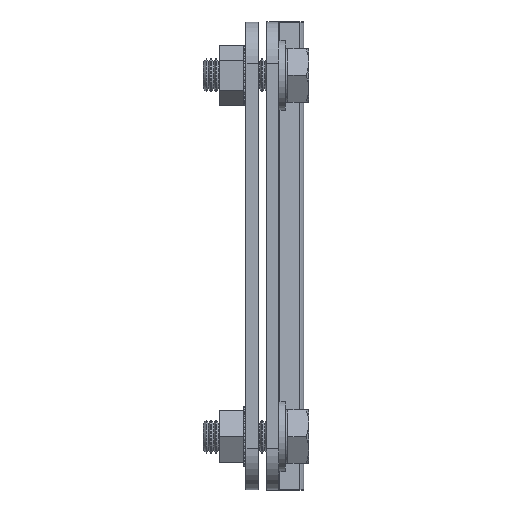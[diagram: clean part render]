
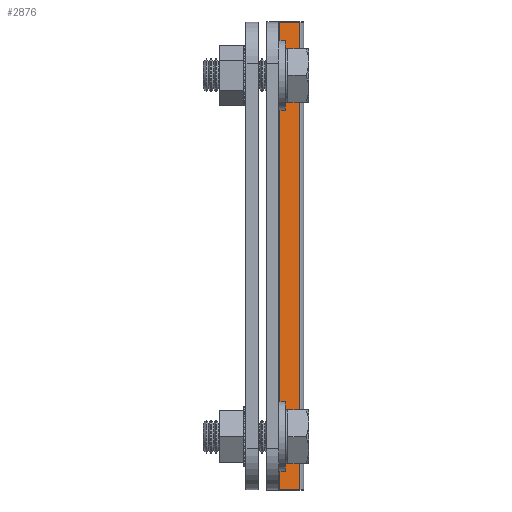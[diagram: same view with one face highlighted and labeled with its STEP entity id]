
A CAD part, left-side view. The second image highlights one B-rep face of the part: STEP entity #2876.
In plain terms, the highlighted face is planar.
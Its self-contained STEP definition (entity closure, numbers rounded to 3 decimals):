
#298 = LINE ( 'NONE', #4315, #8348 ) ;
#734 = VERTEX_POINT ( 'NONE', #8293 ) ;
#737 = DIRECTION ( 'NONE',  ( -1., 0., 0. ) ) ;
#1545 = VERTEX_POINT ( 'NONE', #6560 ) ;
#1587 = VECTOR ( 'NONE', #737, 1000. ) ;
#1591 = FACE_OUTER_BOUND ( 'NONE', #2019, .T. ) ;
#1859 = VECTOR ( 'NONE', #7960, 1000. ) ;
#1973 = CARTESIAN_POINT ( 'NONE',  ( -57., -0.073, 22.373 ) ) ;
#2019 = EDGE_LOOP ( 'NONE', ( #4795, #8829, #2981, #9486 ) ) ;
#2669 = DIRECTION ( 'NONE',  ( 0., -0.707, -0.707 ) ) ;
#2740 = EDGE_CURVE ( 'NONE', #8370, #734, #8553, .T. ) ;
#2876 = ADVANCED_FACE ( 'NONE', ( #1591 ), #8951, .T. ) ;
#2981 = ORIENTED_EDGE ( 'NONE', *, *, #7953, .T. ) ;
#3015 = DIRECTION ( 'NONE',  ( 0., -0.707, 0.707 ) ) ;
#3604 = CARTESIAN_POINT ( 'NONE',  ( 57., -0.073, 22.373 ) ) ;
#3772 = VECTOR ( 'NONE', #3015, 1000. ) ;
#4220 = DIRECTION ( 'NONE',  ( 0., 0.707, -0.707 ) ) ;
#4315 = CARTESIAN_POINT ( 'NONE',  ( 57., -0.073, 22.373 ) ) ;
#4795 = ORIENTED_EDGE ( 'NONE', *, *, #2740, .F. ) ;
#5170 = DIRECTION ( 'NONE',  ( -1., 0., 0. ) ) ;
#6112 = AXIS2_PLACEMENT_3D ( 'NONE', #6545, #2669, #4220 ) ;
#6158 = EDGE_CURVE ( 'NONE', #1545, #734, #9883, .T. ) ;
#6383 = LINE ( 'NONE', #9437, #1859 ) ;
#6545 = CARTESIAN_POINT ( 'NONE',  ( 57., -0.073, 22.373 ) ) ;
#6560 = CARTESIAN_POINT ( 'NONE',  ( 57., -5.143, 27.443 ) ) ;
#6790 = EDGE_CURVE ( 'NONE', #7738, #8370, #298, .T. ) ;
#7738 = VERTEX_POINT ( 'NONE', #3604 ) ;
#7953 = EDGE_CURVE ( 'NONE', #7738, #1545, #6383, .T. ) ;
#7960 = DIRECTION ( 'NONE',  ( 0., -0.707, 0.707 ) ) ;
#8293 = CARTESIAN_POINT ( 'NONE',  ( -57., -5.143, 27.443 ) ) ;
#8348 = VECTOR ( 'NONE', #5170, 1000. ) ;
#8370 = VERTEX_POINT ( 'NONE', #1973 ) ;
#8553 = LINE ( 'NONE', #9227, #3772 ) ;
#8599 = CARTESIAN_POINT ( 'NONE',  ( 57., -5.143, 27.443 ) ) ;
#8829 = ORIENTED_EDGE ( 'NONE', *, *, #6790, .F. ) ;
#8951 = PLANE ( 'NONE',  #6112 ) ;
#9227 = CARTESIAN_POINT ( 'NONE',  ( -57., -0.073, 22.373 ) ) ;
#9437 = CARTESIAN_POINT ( 'NONE',  ( 57., -0.073, 22.373 ) ) ;
#9486 = ORIENTED_EDGE ( 'NONE', *, *, #6158, .T. ) ;
#9883 = LINE ( 'NONE', #8599, #1587 ) ;
